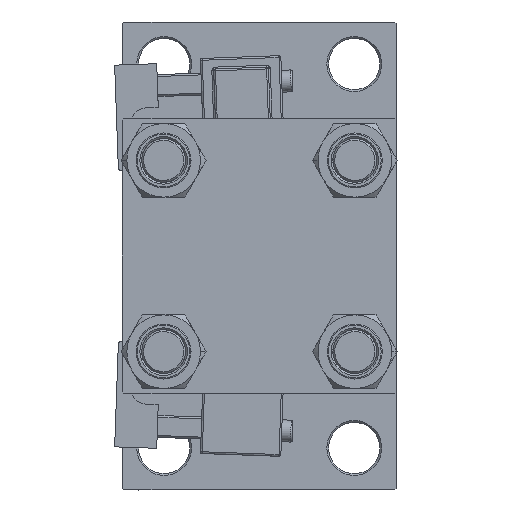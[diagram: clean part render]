
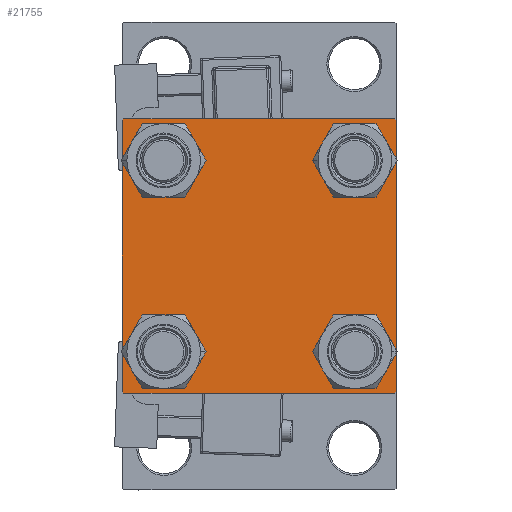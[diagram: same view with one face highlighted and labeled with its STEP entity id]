
A CAD part, left-side view. The second image highlights one B-rep face of the part: STEP entity #21755.
In plain terms, the highlighted planar face has unit normal (-1, 0, 0).
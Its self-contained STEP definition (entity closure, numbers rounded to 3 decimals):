
#112 = ORIENTED_EDGE ( 'NONE', *, *, #38641, .T. ) ;
#1324 = EDGE_LOOP ( 'NONE', ( #31917, #46035 ) ) ;
#1661 = CARTESIAN_POINT ( 'NONE',  ( 0., 37., -37.5 ) ) ;
#2332 = ORIENTED_EDGE ( 'NONE', *, *, #33399, .T. ) ;
#3165 = ORIENTED_EDGE ( 'NONE', *, *, #44522, .T. ) ;
#4564 = DIRECTION ( 'NONE',  ( 0., 0., 1. ) ) ;
#4615 = AXIS2_PLACEMENT_3D ( 'NONE', #17922, #34141, #50296 ) ;
#4660 = LINE ( 'NONE', #17629, #20981 ) ;
#4727 = VECTOR ( 'NONE', #34375, 1000. ) ;
#5446 = VECTOR ( 'NONE', #51879, 1000. ) ;
#5505 = ORIENTED_EDGE ( 'NONE', *, *, #11980, .T. ) ;
#5902 = ORIENTED_EDGE ( 'NONE', *, *, #40636, .T. ) ;
#5968 = AXIS2_PLACEMENT_3D ( 'NONE', #7441, #23601, #23867 ) ;
#6010 = AXIS2_PLACEMENT_3D ( 'NONE', #34064, #42244, #10956 ) ;
#6268 = DIRECTION ( 'NONE',  ( 0., -0.707, -0.707 ) ) ;
#6757 = EDGE_CURVE ( 'NONE', #22128, #21502, #29663, .T. ) ;
#7441 = CARTESIAN_POINT ( 'NONE',  ( 0., -26.15, -26.15 ) ) ;
#8118 = LINE ( 'NONE', #23762, #39719 ) ;
#8171 = CARTESIAN_POINT ( 'NONE',  ( 0., -26.15, 19.65 ) ) ;
#8610 = ORIENTED_EDGE ( 'NONE', *, *, #42037, .T. ) ;
#8611 = CARTESIAN_POINT ( 'NONE',  ( 0., 37.5, 37. ) ) ;
#8651 = CARTESIAN_POINT ( 'NONE',  ( 0., 37.5, -37.5 ) ) ;
#8968 = EDGE_CURVE ( 'NONE', #49931, #30410, #11976, .T. ) ;
#9284 = EDGE_CURVE ( 'NONE', #30410, #49931, #11894, .T. ) ;
#9634 = VECTOR ( 'NONE', #6268, 1000. ) ;
#9648 = DIRECTION ( 'NONE',  ( -1., 0., 0. ) ) ;
#9995 = DIRECTION ( 'NONE',  ( 0., 0., 1. ) ) ;
#10343 = CARTESIAN_POINT ( 'NONE',  ( 0., -37., 37.5 ) ) ;
#10956 = DIRECTION ( 'NONE',  ( 0., 0., 1. ) ) ;
#11824 = CARTESIAN_POINT ( 'NONE',  ( 0., -26.15, -32.65 ) ) ;
#11894 = CIRCLE ( 'NONE', #41533, 6.5 ) ;
#11976 = CIRCLE ( 'NONE', #41602, 6.5 ) ;
#11978 = AXIS2_PLACEMENT_3D ( 'NONE', #45900, #21243, #20989 ) ;
#11980 = EDGE_CURVE ( 'NONE', #21502, #22128, #50961, .T. ) ;
#13159 = CARTESIAN_POINT ( 'NONE',  ( 0., -26.15, 32.65 ) ) ;
#13462 = DIRECTION ( 'NONE',  ( 1., 0., 0. ) ) ;
#13628 = FACE_BOUND ( 'NONE', #36111, .T. ) ;
#14134 = ORIENTED_EDGE ( 'NONE', *, *, #43365, .T. ) ;
#14508 = LINE ( 'NONE', #45809, #32366 ) ;
#15613 = DIRECTION ( 'NONE',  ( 0., 0., 1. ) ) ;
#16150 = CARTESIAN_POINT ( 'NONE',  ( 0., -37.5, -37. ) ) ;
#16331 = ORIENTED_EDGE ( 'NONE', *, *, #23089, .T. ) ;
#17629 = CARTESIAN_POINT ( 'NONE',  ( 0., 37.5, 37.5 ) ) ;
#17893 = EDGE_CURVE ( 'NONE', #31326, #44525, #27471, .T. ) ;
#17922 = CARTESIAN_POINT ( 'NONE',  ( 0., 26.15, 26.15 ) ) ;
#18149 = LINE ( 'NONE', #32618, #4727 ) ;
#18216 = CARTESIAN_POINT ( 'NONE',  ( 0., 37.5, 37.5 ) ) ;
#18644 = FACE_BOUND ( 'NONE', #1324, .T. ) ;
#18672 = DIRECTION ( 'NONE',  ( 0., 0., 1. ) ) ;
#18692 = CIRCLE ( 'NONE', #6010, 6.5 ) ;
#19767 = CARTESIAN_POINT ( 'NONE',  ( 0., 26.15, -19.65 ) ) ;
#20981 = VECTOR ( 'NONE', #33840, 1000. ) ;
#20989 = DIRECTION ( 'NONE',  ( 0., 0., 1. ) ) ;
#21243 = DIRECTION ( 'NONE',  ( 1., 0., 0. ) ) ;
#21502 = VERTEX_POINT ( 'NONE', #11824 ) ;
#21755 = ADVANCED_FACE ( 'NONE', ( #18644, #50763, #13628, #34079, #29807 ), #34864, .T. ) ;
#22128 = VERTEX_POINT ( 'NONE', #25431 ) ;
#22686 = ORIENTED_EDGE ( 'NONE', *, *, #25564, .T. ) ;
#23089 = EDGE_CURVE ( 'NONE', #23495, #26512, #18149, .T. ) ;
#23495 = VERTEX_POINT ( 'NONE', #28994 ) ;
#23601 = DIRECTION ( 'NONE',  ( 1., 0., 0. ) ) ;
#23727 = CARTESIAN_POINT ( 'NONE',  ( 0., 26.15, -32.65 ) ) ;
#23762 = CARTESIAN_POINT ( 'NONE',  ( 0., -37.25, 37.25 ) ) ;
#23832 = AXIS2_PLACEMENT_3D ( 'NONE', #43341, #27683, #18672 ) ;
#23867 = DIRECTION ( 'NONE',  ( 0., 0., 1. ) ) ;
#24629 = CIRCLE ( 'NONE', #11978, 6.5 ) ;
#25431 = CARTESIAN_POINT ( 'NONE',  ( 0., -26.15, -19.65 ) ) ;
#25564 = EDGE_CURVE ( 'NONE', #41850, #28719, #38748, .T. ) ;
#26020 = CARTESIAN_POINT ( 'NONE',  ( 0., -37., -37.5 ) ) ;
#26346 = DIRECTION ( 'NONE',  ( 0., 0., 1. ) ) ;
#26512 = VERTEX_POINT ( 'NONE', #8611 ) ;
#27471 = CIRCLE ( 'NONE', #4615, 6.5 ) ;
#27683 = DIRECTION ( 'NONE',  ( 1., 0., 0. ) ) ;
#27697 = ORIENTED_EDGE ( 'NONE', *, *, #32559, .F. ) ;
#27818 = EDGE_LOOP ( 'NONE', ( #42282, #5505 ) ) ;
#27976 = VECTOR ( 'NONE', #46027, 1000. ) ;
#28719 = VERTEX_POINT ( 'NONE', #23727 ) ;
#28994 = CARTESIAN_POINT ( 'NONE',  ( 0., 37., 37.5 ) ) ;
#29219 = EDGE_LOOP ( 'NONE', ( #41907, #112 ) ) ;
#29622 = DIRECTION ( 'NONE',  ( 0., -0.707, 0.707 ) ) ;
#29663 = CIRCLE ( 'NONE', #5968, 6.5 ) ;
#29807 = FACE_OUTER_BOUND ( 'NONE', #30213, .T. ) ;
#29927 = VERTEX_POINT ( 'NONE', #26020 ) ;
#30163 = LINE ( 'NONE', #18216, #35824 ) ;
#30213 = EDGE_LOOP ( 'NONE', ( #3165, #39943, #5902, #14134, #37866, #2332, #27697, #16331 ) ) ;
#30410 = VERTEX_POINT ( 'NONE', #8171 ) ;
#30600 = CARTESIAN_POINT ( 'NONE',  ( 0., 0., 0. ) ) ;
#31241 = VERTEX_POINT ( 'NONE', #16150 ) ;
#31294 = DIRECTION ( 'NONE',  ( 1., 0., 0. ) ) ;
#31326 = VERTEX_POINT ( 'NONE', #47366 ) ;
#31917 = ORIENTED_EDGE ( 'NONE', *, *, #8968, .T. ) ;
#32366 = VECTOR ( 'NONE', #29622, 1000. ) ;
#32559 = EDGE_CURVE ( 'NONE', #23495, #35848, #4660, .T. ) ;
#32573 = CARTESIAN_POINT ( 'NONE',  ( 0., -37.5, 37. ) ) ;
#32618 = CARTESIAN_POINT ( 'NONE',  ( 0., 37.25, 37.25 ) ) ;
#32991 = CARTESIAN_POINT ( 'NONE',  ( 0., 26.15, -26.15 ) ) ;
#33399 = EDGE_CURVE ( 'NONE', #49981, #35848, #8118, .T. ) ;
#33840 = DIRECTION ( 'NONE',  ( 0., -1., 0. ) ) ;
#34064 = CARTESIAN_POINT ( 'NONE',  ( 0., 26.15, -26.15 ) ) ;
#34079 = FACE_BOUND ( 'NONE', #29219, .T. ) ;
#34141 = DIRECTION ( 'NONE',  ( 1., 0., 0. ) ) ;
#34375 = DIRECTION ( 'NONE',  ( 0., 0.707, -0.707 ) ) ;
#34439 = CARTESIAN_POINT ( 'NONE',  ( 0., 26.15, 19.65 ) ) ;
#34864 = PLANE ( 'NONE',  #35190 ) ;
#35190 = AXIS2_PLACEMENT_3D ( 'NONE', #30600, #9648, #26346 ) ;
#35210 = CARTESIAN_POINT ( 'NONE',  ( 0., -37.5, 37.5 ) ) ;
#35543 = VERTEX_POINT ( 'NONE', #1661 ) ;
#35824 = VECTOR ( 'NONE', #43882, 1000. ) ;
#35848 = VERTEX_POINT ( 'NONE', #10343 ) ;
#36111 = EDGE_LOOP ( 'NONE', ( #22686, #8610 ) ) ;
#37597 = LINE ( 'NONE', #8651, #27976 ) ;
#37866 = ORIENTED_EDGE ( 'NONE', *, *, #48407, .F. ) ;
#38641 = EDGE_CURVE ( 'NONE', #44525, #31326, #24629, .T. ) ;
#38748 = CIRCLE ( 'NONE', #47161, 6.5 ) ;
#38929 = CARTESIAN_POINT ( 'NONE',  ( 0., 37.25, -37.25 ) ) ;
#39719 = VECTOR ( 'NONE', #52156, 1000. ) ;
#39943 = ORIENTED_EDGE ( 'NONE', *, *, #48331, .T. ) ;
#40636 = EDGE_CURVE ( 'NONE', #35543, #29927, #37597, .T. ) ;
#40661 = DIRECTION ( 'NONE',  ( 1., 0., 0. ) ) ;
#41533 = AXIS2_PLACEMENT_3D ( 'NONE', #49808, #13462, #9995 ) ;
#41602 = AXIS2_PLACEMENT_3D ( 'NONE', #47711, #31294, #15613 ) ;
#41850 = VERTEX_POINT ( 'NONE', #19767 ) ;
#41907 = ORIENTED_EDGE ( 'NONE', *, *, #17893, .T. ) ;
#42037 = EDGE_CURVE ( 'NONE', #28719, #41850, #18692, .T. ) ;
#42244 = DIRECTION ( 'NONE',  ( 1., 0., 0. ) ) ;
#42282 = ORIENTED_EDGE ( 'NONE', *, *, #6757, .T. ) ;
#43341 = CARTESIAN_POINT ( 'NONE',  ( 0., -26.15, -26.15 ) ) ;
#43365 = EDGE_CURVE ( 'NONE', #29927, #31241, #14508, .T. ) ;
#43882 = DIRECTION ( 'NONE',  ( 0., 0., -1. ) ) ;
#43927 = LINE ( 'NONE', #35210, #5446 ) ;
#44522 = EDGE_CURVE ( 'NONE', #26512, #49877, #30163, .T. ) ;
#44525 = VERTEX_POINT ( 'NONE', #34439 ) ;
#45809 = CARTESIAN_POINT ( 'NONE',  ( 0., -37.25, -37.25 ) ) ;
#45900 = CARTESIAN_POINT ( 'NONE',  ( 0., 26.15, 26.15 ) ) ;
#46027 = DIRECTION ( 'NONE',  ( 0., -1., 0. ) ) ;
#46035 = ORIENTED_EDGE ( 'NONE', *, *, #9284, .T. ) ;
#46061 = LINE ( 'NONE', #38929, #9634 ) ;
#47161 = AXIS2_PLACEMENT_3D ( 'NONE', #32991, #40661, #4564 ) ;
#47366 = CARTESIAN_POINT ( 'NONE',  ( 0., 26.15, 32.65 ) ) ;
#47711 = CARTESIAN_POINT ( 'NONE',  ( 0., -26.15, 26.15 ) ) ;
#47933 = CARTESIAN_POINT ( 'NONE',  ( 0., 37.5, -37. ) ) ;
#48331 = EDGE_CURVE ( 'NONE', #49877, #35543, #46061, .T. ) ;
#48407 = EDGE_CURVE ( 'NONE', #49981, #31241, #43927, .T. ) ;
#49808 = CARTESIAN_POINT ( 'NONE',  ( 0., -26.15, 26.15 ) ) ;
#49877 = VERTEX_POINT ( 'NONE', #47933 ) ;
#49931 = VERTEX_POINT ( 'NONE', #13159 ) ;
#49981 = VERTEX_POINT ( 'NONE', #32573 ) ;
#50296 = DIRECTION ( 'NONE',  ( 0., 0., 1. ) ) ;
#50763 = FACE_BOUND ( 'NONE', #27818, .T. ) ;
#50961 = CIRCLE ( 'NONE', #23832, 6.5 ) ;
#51879 = DIRECTION ( 'NONE',  ( 0., 0., -1. ) ) ;
#52156 = DIRECTION ( 'NONE',  ( 0., 0.707, 0.707 ) ) ;
